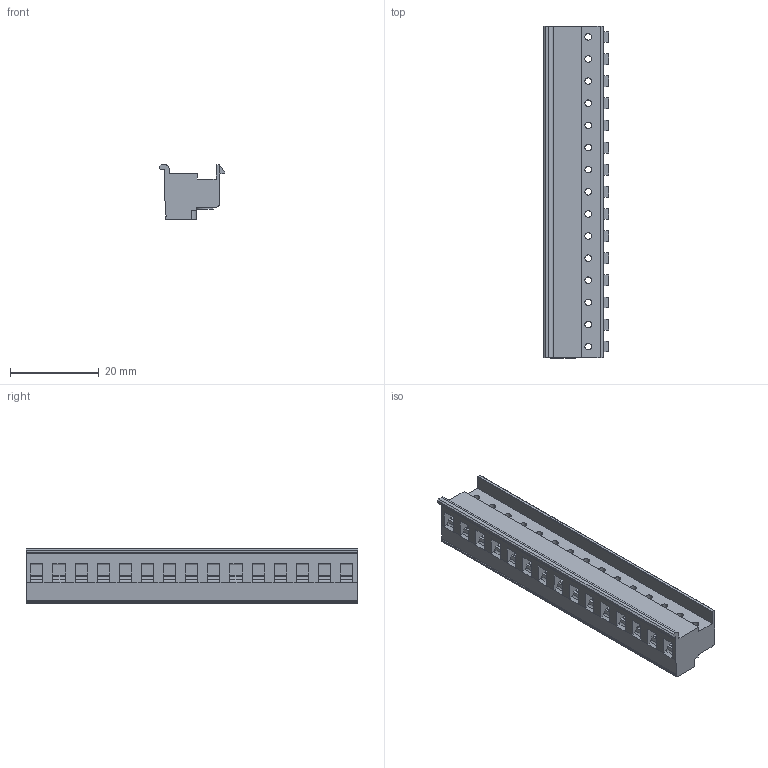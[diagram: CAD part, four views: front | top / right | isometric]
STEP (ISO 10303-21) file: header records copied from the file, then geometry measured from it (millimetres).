
FILE_DESCRIPTION((''),'2;1');
FILE_NAME('TL219-XXP-XC','2024-11-20T15:35:54',('sheji'),(''),'CREO PARAMETRIC BY PTC INC, 2018100','CREO PARAMETRIC BY PTC INC, 2018100','');
FILE_SCHEMA(('CONFIG_CONTROL_DESIGN'));
Length unit declared in the file: millimetre
Products named in the file (1): TL219-XXP-XC
Bounding box: 14.7 x 75 x 12.35 mm (x, y, z)
Volume: 7594 mm3; surface area: 6090.1 mm2
Topology: 1 solids, 1 shells, 748 faces, 2193 edges, 1462 vertices
Faces by surface type: plane 546, cylinder 202
Entity records: 25036 total; most frequent: CARTESIAN_POINT 4670, ORIENTED_EDGE 4386, DIRECTION 4108, EDGE_CURVE 2193, VECTOR 1684, LINE 1684, VERTEX_POINT 1462, AXIS2_PLACEMENT_3D 1212
